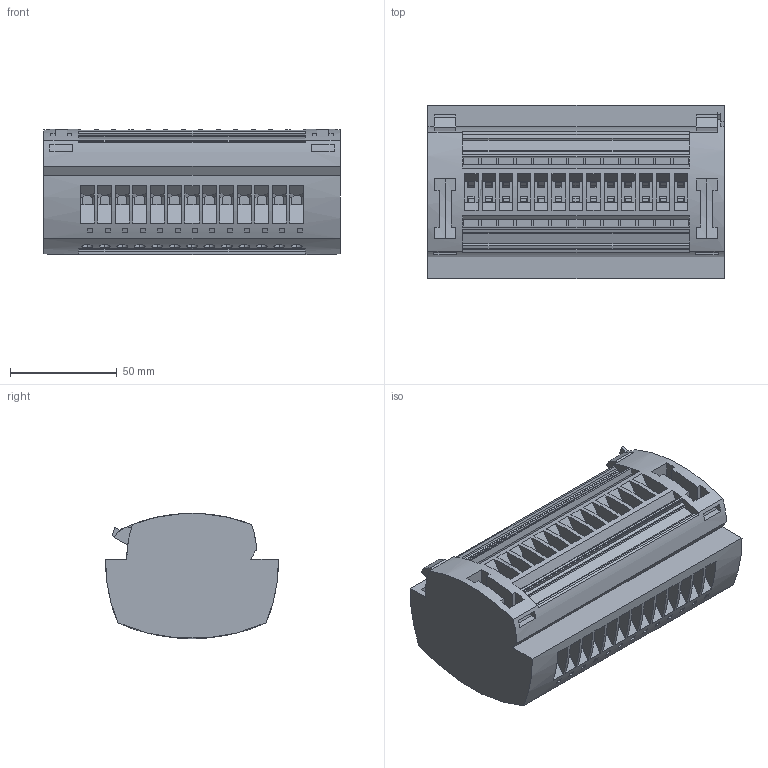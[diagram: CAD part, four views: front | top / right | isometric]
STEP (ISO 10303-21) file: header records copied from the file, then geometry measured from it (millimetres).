
FILE_DESCRIPTION(('Creo Elements/Direct Modeling STEP Export'),'2;1');
FILE_NAME('model.stp','2019-04-19T 1:37:35',(''),(''),'Creo Elements/Direct Modeling STEP processor for AP214 (Solid Model)','Creo Elements/Direct Modeling 20.1A 29-Sep-2018 (C) Parametric Technology GmbH','');
FILE_SCHEMA(('AUTOMOTIVE_DESIGN { 1 0 10303 214 1 1 1 1 }'));
Products named in the file (2): UTWE_6_12_1-select
Assembly tree (1 placements, depth 2):
  UTWE_6_12_1-select
    UTWE_6_12_1-select
Bounding box: 138.55 x 80.86 x 58.5 mm (x, y, z)
Volume: 386899.4 mm3; surface area: 112869.2 mm2
Topology: 1 solids, 1 shells, 1537 faces, 4177 edges, 2808 vertices
Faces by surface type: plane 1408, cylinder 73, extrusion 56
Entity records: 73261 total; most frequent: CARTESIAN_POINT 22914, ORIENTED_EDGE 8354, DIRECTION 6892, EDGE_CURVE 4177, VECTOR 3430, LINE 3374, VERTEX_POINT 2808, AXIS2_PLACEMENT_3D 1731
